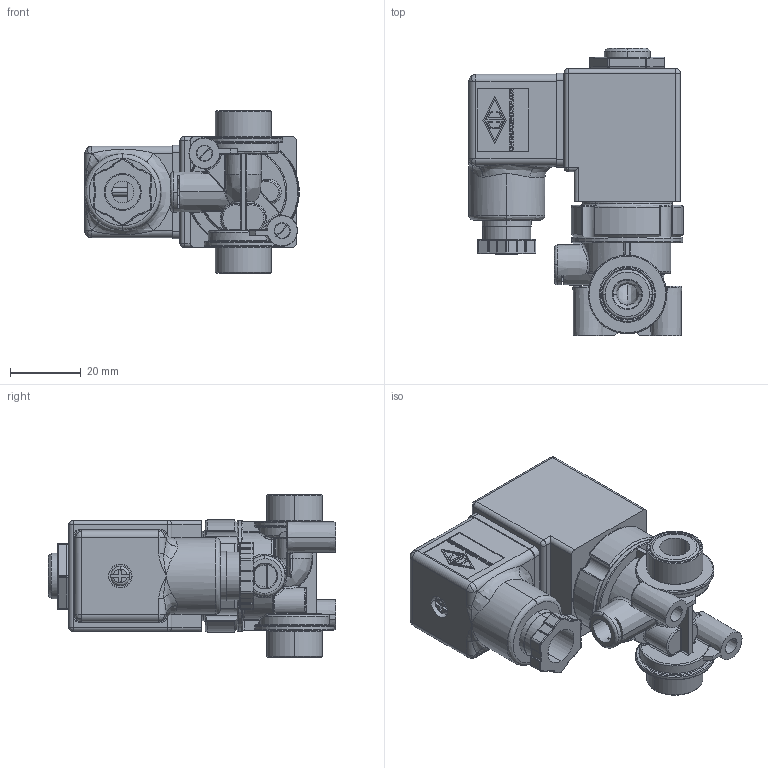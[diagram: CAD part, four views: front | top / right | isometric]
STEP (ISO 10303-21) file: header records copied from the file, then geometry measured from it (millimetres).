
FILE_DESCRIPTION (( 'STEP AP214' ), '1' );
FILE_NAME ('DVP-3DC1D-24D.step', '2016-04-27T15:35:56', ( '' ), ( '' ), 'SwSTEP 2.0', 'SolidWorks 2015', '' );
FILE_SCHEMA (( 'AUTOMOTIVE_DESIGN' ));
Length unit declared in the file: inch
Products named in the file (1): DVP-3DC1D-24D
Bounding box: 60.83 x 81.38 x 46.05 mm (x, y, z)
Volume: 65611.6 mm3; surface area: 37262.2 mm2
Topology: 10 solids, 10 shells, 2067 faces, 5375 edges, 3325 vertices
Faces by surface type: plane 823, bspline 758, cylinder 396, cone 79, torus 11
Entity records: 80445 total; most frequent: CARTESIAN_POINT 33829, ORIENTED_EDGE 10564, DIRECTION 7707, EDGE_CURVE 5282, VERTEX_POINT 3325, LINE 2669, VECTOR 2669, AXIS2_PLACEMENT_3D 2519
